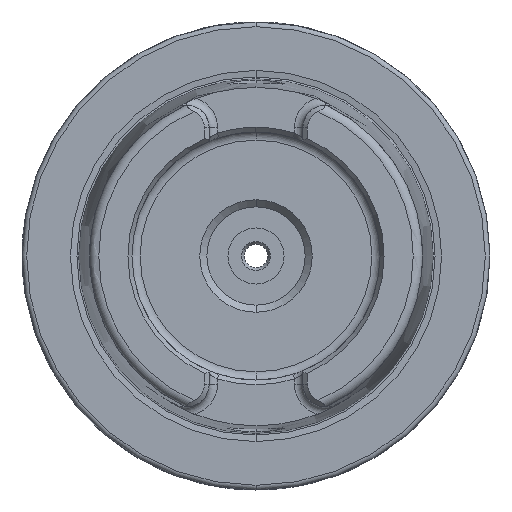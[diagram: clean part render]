
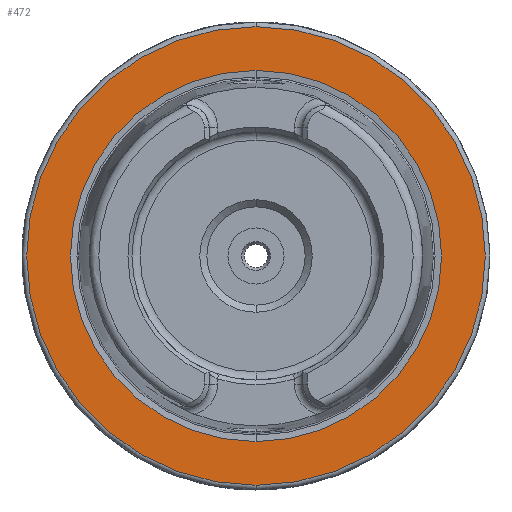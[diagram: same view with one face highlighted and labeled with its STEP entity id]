
A CAD part, left-side view. The second image highlights one B-rep face of the part: STEP entity #472.
In plain terms, the highlighted planar face has unit normal (-1, 0, 0).
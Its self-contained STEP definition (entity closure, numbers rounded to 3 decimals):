
#14 = CARTESIAN_POINT ( 'NONE',  ( 0., 0., 0. ) ) ;
#460 = DIRECTION ( 'NONE',  ( 0., 0., -1. ) ) ;
#472 = ADVANCED_FACE ( 'NONE', ( #5671, #6791 ), #5628, .T. ) ;
#618 = AXIS2_PLACEMENT_3D ( 'NONE', #14, #3539, #6824 ) ;
#670 = CARTESIAN_POINT ( 'NONE',  ( 0., 0., 0. ) ) ;
#1285 = EDGE_CURVE ( 'NONE', #2150, #3968, #4645, .T. ) ;
#1375 = VERTEX_POINT ( 'NONE', #6562 ) ;
#1379 = ORIENTED_EDGE ( 'NONE', *, *, #7478, .F. ) ;
#1591 = CARTESIAN_POINT ( 'NONE',  ( 0., 0., -39.647 ) ) ;
#1645 = CARTESIAN_POINT ( 'NONE',  ( 0., 0., 0. ) ) ;
#1743 = DIRECTION ( 'NONE',  ( 0., 0., -1. ) ) ;
#1833 = AXIS2_PLACEMENT_3D ( 'NONE', #6542, #7124, #1837 ) ;
#1837 = DIRECTION ( 'NONE',  ( 0., 0., -1. ) ) ;
#2150 = VERTEX_POINT ( 'NONE', #4707 ) ;
#2183 = ORIENTED_EDGE ( 'NONE', *, *, #4728, .T. ) ;
#2238 = AXIS2_PLACEMENT_3D ( 'NONE', #1645, #3954, #460 ) ;
#2705 = DIRECTION ( 'NONE',  ( -1., 0., 0. ) ) ;
#3073 = DIRECTION ( 'NONE',  ( 1., 0., 0. ) ) ;
#3275 = EDGE_CURVE ( 'NONE', #4344, #1375, #5398, .T. ) ;
#3539 = DIRECTION ( 'NONE',  ( 1., 0., 0. ) ) ;
#3954 = DIRECTION ( 'NONE',  ( 1., 0., 0. ) ) ;
#3968 = VERTEX_POINT ( 'NONE', #5717 ) ;
#4344 = VERTEX_POINT ( 'NONE', #1591 ) ;
#4418 = EDGE_LOOP ( 'NONE', ( #2183, #6994 ) ) ;
#4645 = CIRCLE ( 'NONE', #7617, 49. ) ;
#4707 = CARTESIAN_POINT ( 'NONE',  ( 0., 0., -49. ) ) ;
#4728 = EDGE_CURVE ( 'NONE', #1375, #4344, #6518, .T. ) ;
#4811 = AXIS2_PLACEMENT_3D ( 'NONE', #6913, #2705, #6830 ) ;
#5398 = CIRCLE ( 'NONE', #1833, 39.647 ) ;
#5546 = CIRCLE ( 'NONE', #2238, 49. ) ;
#5628 = PLANE ( 'NONE',  #4811 ) ;
#5671 = FACE_BOUND ( 'NONE', #4418, .T. ) ;
#5717 = CARTESIAN_POINT ( 'NONE',  ( 0., 0., 49. ) ) ;
#6518 = CIRCLE ( 'NONE', #618, 39.647 ) ;
#6542 = CARTESIAN_POINT ( 'NONE',  ( 0., 0., 0. ) ) ;
#6562 = CARTESIAN_POINT ( 'NONE',  ( 0., 0., 39.647 ) ) ;
#6791 = FACE_OUTER_BOUND ( 'NONE', #7336, .T. ) ;
#6824 = DIRECTION ( 'NONE',  ( 0., 0., -1. ) ) ;
#6830 = DIRECTION ( 'NONE',  ( 0., 0., 1. ) ) ;
#6913 = CARTESIAN_POINT ( 'NONE',  ( 0., 39.647, 0. ) ) ;
#6994 = ORIENTED_EDGE ( 'NONE', *, *, #3275, .T. ) ;
#7124 = DIRECTION ( 'NONE',  ( 1., 0., 0. ) ) ;
#7336 = EDGE_LOOP ( 'NONE', ( #7445, #1379 ) ) ;
#7445 = ORIENTED_EDGE ( 'NONE', *, *, #1285, .F. ) ;
#7478 = EDGE_CURVE ( 'NONE', #3968, #2150, #5546, .T. ) ;
#7617 = AXIS2_PLACEMENT_3D ( 'NONE', #670, #3073, #1743 ) ;
